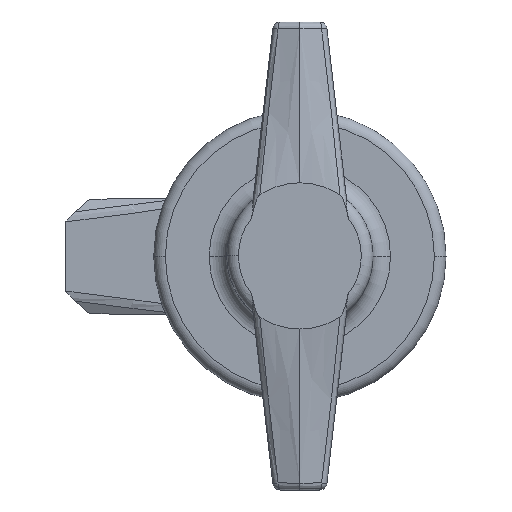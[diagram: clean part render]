
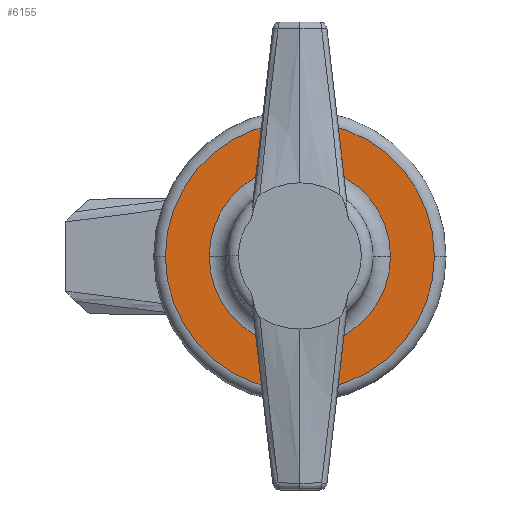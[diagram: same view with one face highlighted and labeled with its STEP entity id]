
A CAD part, top view. The second image highlights one B-rep face of the part: STEP entity #6155.
In plain terms, the highlighted face is planar.
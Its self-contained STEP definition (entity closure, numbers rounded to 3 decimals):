
#1655 = VERTEX_POINT ( 'NONE', #7227 ) ;
#1656 = VERTEX_POINT ( 'NONE', #7228 ) ;
#1659 = VERTEX_POINT ( 'NONE', #7231 ) ;
#1660 = VERTEX_POINT ( 'NONE', #7232 ) ;
#3478 = PLANE ( 'NONE',  #9946 ) ;
#3479 = CARTESIAN_POINT ( 'NONE',  ( 9.5, 23., 0. ) ) ;
#3480 = DIRECTION ( 'NONE',  ( 1., 0., 0. ) ) ;
#3481 = DIRECTION ( 'NONE',  ( 0., 0., -1. ) ) ;
#3518 = CARTESIAN_POINT ( 'NONE',  ( 9.5, 0., 0. ) ) ;
#3519 = DIRECTION ( 'NONE',  ( -1., 0., 0. ) ) ;
#3520 = DIRECTION ( 'NONE',  ( 0., 0., 1. ) ) ;
#3530 = CARTESIAN_POINT ( 'NONE',  ( 9.5, 0., 0. ) ) ;
#3531 = DIRECTION ( 'NONE',  ( -1., 0., 0. ) ) ;
#3532 = DIRECTION ( 'NONE',  ( 0., 0., 1. ) ) ;
#4593 = EDGE_CURVE ( 'NONE', #1660, #1659, #9233, .T. ) ;
#4595 = EDGE_CURVE ( 'NONE', #1655, #1656, #9234, .T. ) ;
#5087 = EDGE_LOOP ( 'NONE', ( #10146, #10147 ) ) ;
#5088 = EDGE_LOOP ( 'NONE', ( #10148, #10149 ) ) ;
#6155 = ADVANCED_FACE ( 'NONE', ( #9941, #9945 ), #3478, .F. ) ;
#6168 = EDGE_CURVE ( 'NONE', #1656, #1655, #9785, .T. ) ;
#6172 = EDGE_CURVE ( 'NONE', #1659, #1660, #9789, .T. ) ;
#7227 = CARTESIAN_POINT ( 'NONE',  ( 9.5, 0., -23. ) ) ;
#7228 = CARTESIAN_POINT ( 'NONE',  ( 9.5, 0., 23. ) ) ;
#7231 = CARTESIAN_POINT ( 'NONE',  ( 9.5, 0., -15.5 ) ) ;
#7232 = CARTESIAN_POINT ( 'NONE',  ( 9.5, 0., 15.5 ) ) ;
#7986 = CARTESIAN_POINT ( 'NONE',  ( 9.5, 0., 0. ) ) ;
#7987 = DIRECTION ( 'NONE',  ( -1., 0., 0. ) ) ;
#7988 = DIRECTION ( 'NONE',  ( 0., 0., 1. ) ) ;
#7989 = CARTESIAN_POINT ( 'NONE',  ( 9.5, 0., 0. ) ) ;
#7990 = DIRECTION ( 'NONE',  ( -1., 0., 0. ) ) ;
#7991 = DIRECTION ( 'NONE',  ( 0., 0., 1. ) ) ;
#9233 = CIRCLE ( 'NONE', #10359, 15.5 ) ;
#9234 = CIRCLE ( 'NONE', #10364, 23. ) ;
#9785 = CIRCLE ( 'NONE', #9957, 23. ) ;
#9789 = CIRCLE ( 'NONE', #9963, 15.5 ) ;
#9941 = FACE_BOUND ( 'NONE', #5087, .T. ) ;
#9945 = FACE_OUTER_BOUND ( 'NONE', #5088, .T. ) ;
#9946 = AXIS2_PLACEMENT_3D ( 'NONE', #3479, #3480, #3481 ) ;
#9957 = AXIS2_PLACEMENT_3D ( 'NONE', #3518, #3519, #3520 ) ;
#9963 = AXIS2_PLACEMENT_3D ( 'NONE', #3530, #3531, #3532 ) ;
#10146 = ORIENTED_EDGE ( 'NONE', *, *, #4593, .F. ) ;
#10147 = ORIENTED_EDGE ( 'NONE', *, *, #6172, .F. ) ;
#10148 = ORIENTED_EDGE ( 'NONE', *, *, #6168, .T. ) ;
#10149 = ORIENTED_EDGE ( 'NONE', *, *, #4595, .T. ) ;
#10359 = AXIS2_PLACEMENT_3D ( 'NONE', #7986, #7987, #7988 ) ;
#10364 = AXIS2_PLACEMENT_3D ( 'NONE', #7989, #7990, #7991 ) ;
